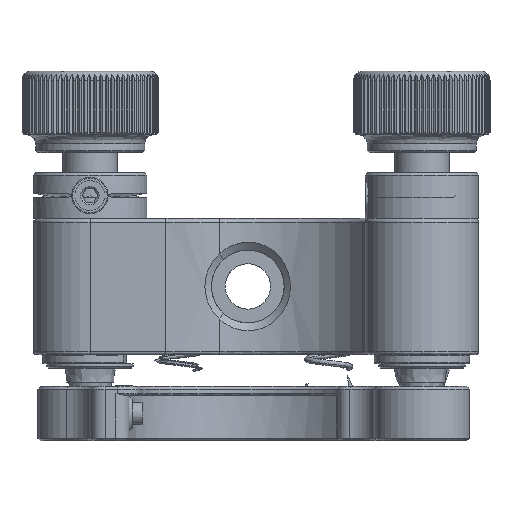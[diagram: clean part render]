
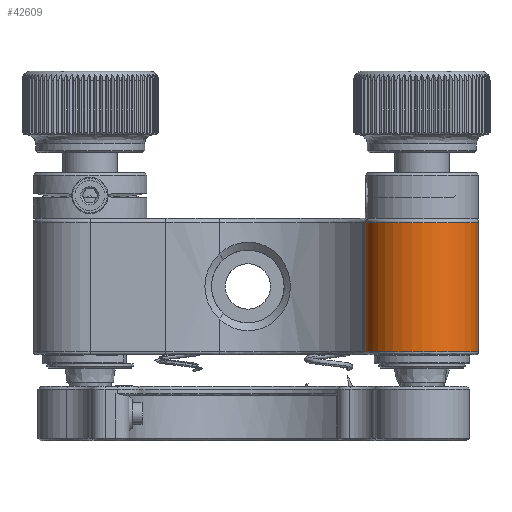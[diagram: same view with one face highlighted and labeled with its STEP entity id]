
A CAD part, left-side view. The second image highlights one B-rep face of the part: STEP entity #42609.
In plain terms, the highlighted cylindrical face has radius 6.25 mm (diameter 12.5 mm), a partial arc.
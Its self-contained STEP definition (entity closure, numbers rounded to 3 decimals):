
#2454 = CARTESIAN_POINT ( 'NONE',  ( -18.25, -18.25, 7.5 ) ) ;
#6268 = DIRECTION ( 'NONE',  ( 0., 0., 1. ) ) ;
#6949 = AXIS2_PLACEMENT_3D ( 'NONE', #44747, #22239, #40083 ) ;
#9575 = CARTESIAN_POINT ( 'NONE',  ( -18.25, -24.5, 7. ) ) ;
#10070 = ORIENTED_EDGE ( 'NONE', *, *, #52511, .T. ) ;
#13986 = LINE ( 'NONE', #31265, #54829 ) ;
#14752 = EDGE_CURVE ( 'NONE', #42397, #22162, #13986, .T. ) ;
#14882 = VERTEX_POINT ( 'NONE', #9575 ) ;
#14960 = ORIENTED_EDGE ( 'NONE', *, *, #14752, .T. ) ;
#15359 = DIRECTION ( 'NONE',  ( -1., 0., 0. ) ) ;
#15474 = CARTESIAN_POINT ( 'NONE',  ( -18.25, -12., -7.2 ) ) ;
#15849 = VECTOR ( 'NONE', #6268, 1000. ) ;
#15943 = CYLINDRICAL_SURFACE ( 'NONE', #39424, 6.25 ) ;
#16226 = CARTESIAN_POINT ( 'NONE',  ( -18.25, -24.5, 7.5 ) ) ;
#17751 = ORIENTED_EDGE ( 'NONE', *, *, #27894, .F. ) ;
#17806 = DIRECTION ( 'NONE',  ( 0., 0., -1. ) ) ;
#20051 = LINE ( 'NONE', #16226, #15849 ) ;
#22162 = VERTEX_POINT ( 'NONE', #15474 ) ;
#22239 = DIRECTION ( 'NONE',  ( 0., 0., 1. ) ) ;
#22455 = EDGE_LOOP ( 'NONE', ( #17751, #14960, #10070, #47752 ) ) ;
#23535 = DIRECTION ( 'NONE',  ( 0., 0., 1. ) ) ;
#27635 = DIRECTION ( 'NONE',  ( 1., 0., 0. ) ) ;
#27894 = EDGE_CURVE ( 'NONE', #42397, #14882, #53405, .T. ) ;
#29117 = FACE_OUTER_BOUND ( 'NONE', #22455, .T. ) ;
#31265 = CARTESIAN_POINT ( 'NONE',  ( -18.25, -12., -7.5 ) ) ;
#36735 = EDGE_CURVE ( 'NONE', #41742, #14882, #20051, .T. ) ;
#39424 = AXIS2_PLACEMENT_3D ( 'NONE', #2454, #43138, #15359 ) ;
#40083 = DIRECTION ( 'NONE',  ( -1., 0., 0. ) ) ;
#40644 = CIRCLE ( 'NONE', #6949, 6.25 ) ;
#41742 = VERTEX_POINT ( 'NONE', #42276 ) ;
#42276 = CARTESIAN_POINT ( 'NONE',  ( -18.25, -24.5, -7.2 ) ) ;
#42397 = VERTEX_POINT ( 'NONE', #45209 ) ;
#42609 = ADVANCED_FACE ( 'NONE', ( #29117 ), #15943, .T. ) ;
#43138 = DIRECTION ( 'NONE',  ( 0., 0., -1. ) ) ;
#43511 = AXIS2_PLACEMENT_3D ( 'NONE', #55115, #23535, #27635 ) ;
#44747 = CARTESIAN_POINT ( 'NONE',  ( -18.25, -18.25, -7.2 ) ) ;
#45209 = CARTESIAN_POINT ( 'NONE',  ( -18.25, -12., 7. ) ) ;
#47752 = ORIENTED_EDGE ( 'NONE', *, *, #36735, .T. ) ;
#52511 = EDGE_CURVE ( 'NONE', #22162, #41742, #40644, .T. ) ;
#53405 = CIRCLE ( 'NONE', #43511, 6.25 ) ;
#54829 = VECTOR ( 'NONE', #17806, 1000. ) ;
#55115 = CARTESIAN_POINT ( 'NONE',  ( -18.25, -18.25, 7. ) ) ;
